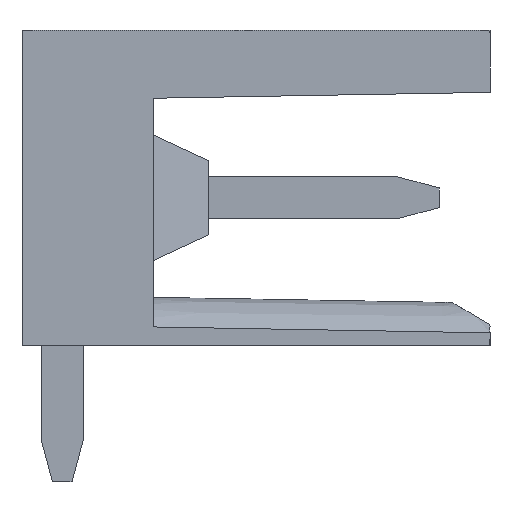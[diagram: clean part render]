
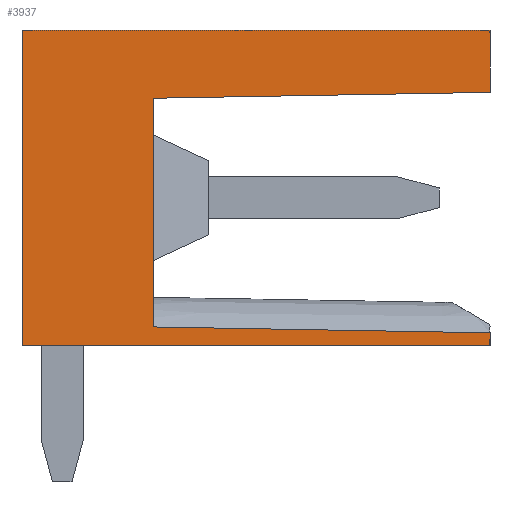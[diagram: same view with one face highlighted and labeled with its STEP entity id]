
A CAD part, left-side view. The second image highlights one B-rep face of the part: STEP entity #3937.
In plain terms, the highlighted planar face has unit normal (-1, 0, 0).
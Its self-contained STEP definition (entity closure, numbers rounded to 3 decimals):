
#3887=AXIS2_PLACEMENT_3D('Plane Axis2P3D',#3884,#3885,#3886) ;
#3044=CARTESIAN_POINT('Vertex',(0.,0.,3.511)) ;
#3058=CARTESIAN_POINT('Vertex',(0.,7.95,3.65)) ;
#3062=CARTESIAN_POINT('Control Point',(0.,0.,3.511)) ;
#3063=CARTESIAN_POINT('Control Point',(0.,7.95,3.65)) ;
#3659=CARTESIAN_POINT('Vertex',(0.,0.,9.189)) ;
#3662=CARTESIAN_POINT('Line Origine',(0.,3.975,9.119)) ;
#3666=CARTESIAN_POINT('Vertex',(0.,7.95,9.05)) ;
#3884=CARTESIAN_POINT('Axis2P3D Location',(0.,0.,0.)) ;
#3889=CARTESIAN_POINT('Line Origine',(0.,0.,9.919)) ;
#3893=CARTESIAN_POINT('Vertex',(0.,0.,10.65)) ;
#3896=CARTESIAN_POINT('Line Origine',(0.,5.525,10.65)) ;
#3900=CARTESIAN_POINT('Vertex',(0.,11.05,10.65)) ;
#3903=CARTESIAN_POINT('Line Origine',(0.,11.05,6.925)) ;
#3907=CARTESIAN_POINT('Vertex',(0.,11.05,3.2)) ;
#3910=CARTESIAN_POINT('Line Origine',(0.,5.525,3.2)) ;
#3914=CARTESIAN_POINT('Vertex',(0.,0.,3.2)) ;
#3917=CARTESIAN_POINT('Line Origine',(0.,0.,3.356)) ;
#3922=CARTESIAN_POINT('Line Origine',(0.,7.95,6.35)) ;
#3663=DIRECTION('Vector Direction',(0.,-1.,0.017)) ;
#3885=DIRECTION('Axis2P3D Direction',(-1.,0.,0.)) ;
#3886=DIRECTION('Axis2P3D XDirection',(0.,-1.,0.)) ;
#3890=DIRECTION('Vector Direction',(0.,0.,-1.)) ;
#3897=DIRECTION('Vector Direction',(0.,-1.,0.)) ;
#3904=DIRECTION('Vector Direction',(0.,0.,1.)) ;
#3911=DIRECTION('Vector Direction',(0.,1.,0.)) ;
#3918=DIRECTION('Vector Direction',(0.,0.,-1.)) ;
#3923=DIRECTION('Vector Direction',(0.,0.,1.)) ;
#3664=VECTOR('Line Direction',#3663,1.) ;
#3891=VECTOR('Line Direction',#3890,1.) ;
#3898=VECTOR('Line Direction',#3897,1.) ;
#3905=VECTOR('Line Direction',#3904,1.) ;
#3912=VECTOR('Line Direction',#3911,1.) ;
#3919=VECTOR('Line Direction',#3918,1.) ;
#3924=VECTOR('Line Direction',#3923,1.) ;
#3928=ORIENTED_EDGE('',*,*,#3895,.T.) ;
#3929=ORIENTED_EDGE('',*,*,#3902,.T.) ;
#3930=ORIENTED_EDGE('',*,*,#3909,.T.) ;
#3931=ORIENTED_EDGE('',*,*,#3916,.T.) ;
#3932=ORIENTED_EDGE('',*,*,#3921,.T.) ;
#3933=ORIENTED_EDGE('',*,*,#3064,.F.) ;
#3934=ORIENTED_EDGE('',*,*,#3926,.F.) ;
#3935=ORIENTED_EDGE('',*,*,#3668,.F.) ;
#3937=ADVANCED_FACE('HOUSING',(#3936),#3888,.T.) ;
#3061=B_SPLINE_CURVE_WITH_KNOTS('',1,(#3062,#3063),.UNSPECIFIED.,.F.,.U.,(2,2),(-3.976,3.976),.UNSPECIFIED.) ;
#3064=EDGE_CURVE('',#3059,#3045,#3061,.F.) ;
#3668=EDGE_CURVE('',#3660,#3667,#3665,.F.) ;
#3895=EDGE_CURVE('',#3660,#3894,#3892,.F.) ;
#3902=EDGE_CURVE('',#3894,#3901,#3899,.F.) ;
#3909=EDGE_CURVE('',#3901,#3908,#3906,.F.) ;
#3916=EDGE_CURVE('',#3908,#3915,#3913,.F.) ;
#3921=EDGE_CURVE('',#3915,#3045,#3920,.F.) ;
#3926=EDGE_CURVE('',#3667,#3059,#3925,.F.) ;
#3927=EDGE_LOOP('',(#3928,#3929,#3930,#3931,#3932,#3933,#3934,#3935)) ;
#3936=FACE_OUTER_BOUND('',#3927,.T.) ;
#3665=LINE('Line',#3662,#3664) ;
#3892=LINE('Line',#3889,#3891) ;
#3899=LINE('Line',#3896,#3898) ;
#3906=LINE('Line',#3903,#3905) ;
#3913=LINE('Line',#3910,#3912) ;
#3920=LINE('Line',#3917,#3919) ;
#3925=LINE('Line',#3922,#3924) ;
#3888=PLANE('',#3887) ;
#3045=VERTEX_POINT('',#3044) ;
#3059=VERTEX_POINT('',#3058) ;
#3660=VERTEX_POINT('',#3659) ;
#3667=VERTEX_POINT('',#3666) ;
#3894=VERTEX_POINT('',#3893) ;
#3901=VERTEX_POINT('',#3900) ;
#3908=VERTEX_POINT('',#3907) ;
#3915=VERTEX_POINT('',#3914) ;
